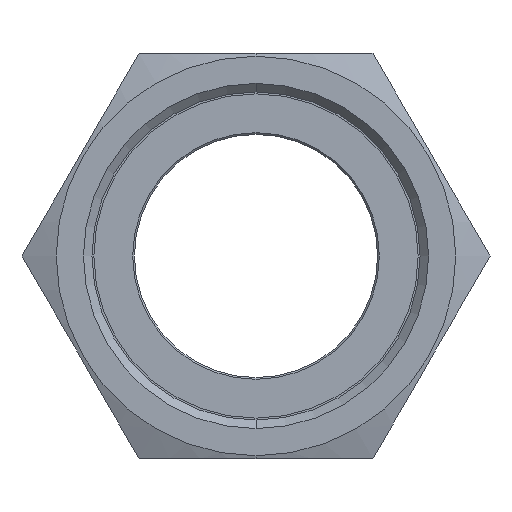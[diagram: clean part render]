
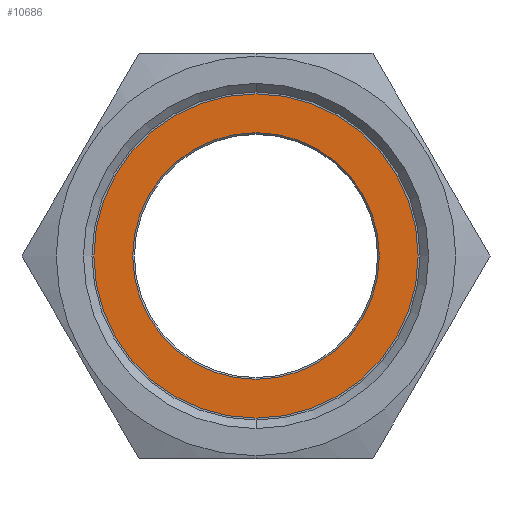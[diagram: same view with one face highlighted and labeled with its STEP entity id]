
A CAD part, left-side view. The second image highlights one B-rep face of the part: STEP entity #10686.
In plain terms, the highlighted planar face has unit normal (-1, 0, 0).
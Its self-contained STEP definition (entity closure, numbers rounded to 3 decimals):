
#792 = CARTESIAN_POINT ( 'NONE',  ( -65., 0., 21.3 ) ) ;
#893 = CARTESIAN_POINT ( 'NONE',  ( -65., 0., 28. ) ) ;
#1217 = CIRCLE ( 'NONE', #15613, 21.3 ) ;
#1380 = CIRCLE ( 'NONE', #10528, 28. ) ;
#1857 = CARTESIAN_POINT ( 'NONE',  ( -65., 0., 0. ) ) ;
#2105 = DIRECTION ( 'NONE',  ( 0., 0., -1. ) ) ;
#2595 = DIRECTION ( 'NONE',  ( 0., 0., 1. ) ) ;
#2702 = CIRCLE ( 'NONE', #3343, 21.3 ) ;
#3343 = AXIS2_PLACEMENT_3D ( 'NONE', #13180, #7469, #6089 ) ;
#4417 = EDGE_CURVE ( 'NONE', #9801, #14119, #1380, .T. ) ;
#5100 = DIRECTION ( 'NONE',  ( -1., 0., 0. ) ) ;
#5550 = ORIENTED_EDGE ( 'NONE', *, *, #9308, .T. ) ;
#5561 = AXIS2_PLACEMENT_3D ( 'NONE', #16148, #5100, #2595 ) ;
#5881 = VERTEX_POINT ( 'NONE', #11856 ) ;
#6089 = DIRECTION ( 'NONE',  ( 0., 0., 1. ) ) ;
#6502 = CARTESIAN_POINT ( 'NONE',  ( -65., 0., -28. ) ) ;
#6862 = CIRCLE ( 'NONE', #17145, 28. ) ;
#7469 = DIRECTION ( 'NONE',  ( 1., 0., 0. ) ) ;
#7472 = EDGE_LOOP ( 'NONE', ( #16558, #5550 ) ) ;
#7681 = ORIENTED_EDGE ( 'NONE', *, *, #15982, .F. ) ;
#9308 = EDGE_CURVE ( 'NONE', #5881, #13604, #1217, .T. ) ;
#9416 = EDGE_CURVE ( 'NONE', #13604, #5881, #2702, .T. ) ;
#9801 = VERTEX_POINT ( 'NONE', #893 ) ;
#9822 = DIRECTION ( 'NONE',  ( 0., 0., 1. ) ) ;
#10528 = AXIS2_PLACEMENT_3D ( 'NONE', #17614, #17492, #14855 ) ;
#10658 = PLANE ( 'NONE',  #5561 ) ;
#10686 = ADVANCED_FACE ( 'NONE', ( #16680, #12019 ), #10658, .T. ) ;
#11426 = DIRECTION ( 'NONE',  ( 1., 0., 0. ) ) ;
#11435 = EDGE_LOOP ( 'NONE', ( #7681, #13439 ) ) ;
#11856 = CARTESIAN_POINT ( 'NONE',  ( -65., 0., -21.3 ) ) ;
#12019 = FACE_OUTER_BOUND ( 'NONE', #11435, .T. ) ;
#13180 = CARTESIAN_POINT ( 'NONE',  ( -65., 0., 0. ) ) ;
#13439 = ORIENTED_EDGE ( 'NONE', *, *, #4417, .F. ) ;
#13604 = VERTEX_POINT ( 'NONE', #792 ) ;
#13908 = DIRECTION ( 'NONE',  ( 1., 0., 0. ) ) ;
#14119 = VERTEX_POINT ( 'NONE', #6502 ) ;
#14855 = DIRECTION ( 'NONE',  ( 0., 0., -1. ) ) ;
#15613 = AXIS2_PLACEMENT_3D ( 'NONE', #16467, #13908, #9822 ) ;
#15982 = EDGE_CURVE ( 'NONE', #14119, #9801, #6862, .T. ) ;
#16148 = CARTESIAN_POINT ( 'NONE',  ( -65., 28., 0. ) ) ;
#16467 = CARTESIAN_POINT ( 'NONE',  ( -65., 0., 0. ) ) ;
#16558 = ORIENTED_EDGE ( 'NONE', *, *, #9416, .T. ) ;
#16680 = FACE_BOUND ( 'NONE', #7472, .T. ) ;
#17145 = AXIS2_PLACEMENT_3D ( 'NONE', #1857, #11426, #2105 ) ;
#17492 = DIRECTION ( 'NONE',  ( 1., 0., 0. ) ) ;
#17614 = CARTESIAN_POINT ( 'NONE',  ( -65., 0., 0. ) ) ;
